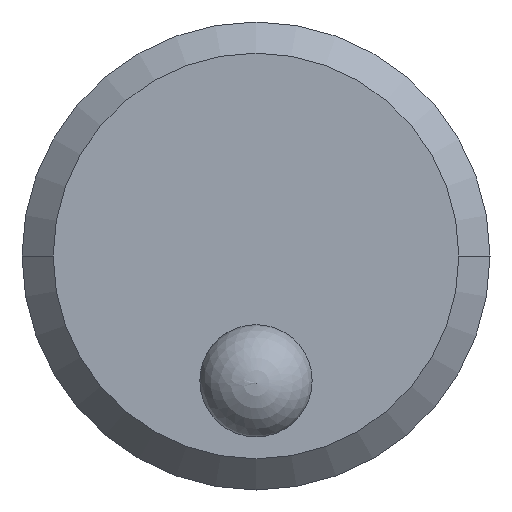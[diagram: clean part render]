
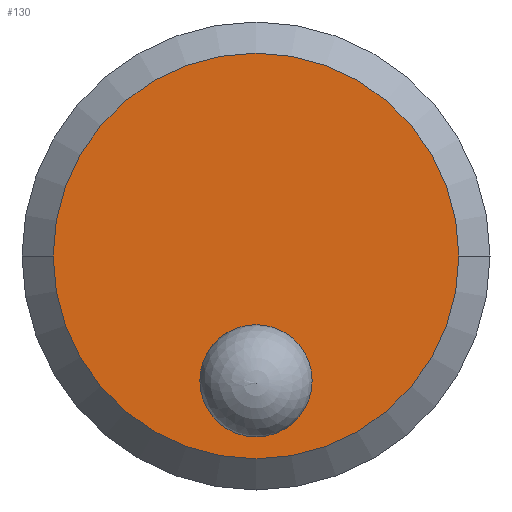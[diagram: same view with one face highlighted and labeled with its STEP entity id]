
A CAD part, left-side view. The second image highlights one B-rep face of the part: STEP entity #130.
In plain terms, the highlighted planar face has unit normal (-1, 0, 0).
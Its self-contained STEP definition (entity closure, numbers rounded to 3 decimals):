
#38 = EDGE_CURVE ( 'NONE', #39, #40, #517, .T. ) ;
#39 = VERTEX_POINT ( 'NONE', #588 ) ;
#40 = VERTEX_POINT ( 'NONE', #587 ) ;
#122 = VERTEX_POINT ( 'NONE', #804 ) ;
#127 = ORIENTED_EDGE ( 'NONE', *, *, #128, .F. ) ;
#128 = EDGE_CURVE ( 'NONE', #156, #122, #749, .T. ) ;
#129 = ORIENTED_EDGE ( 'NONE', *, *, #257, .F. ) ;
#130 = ADVANCED_FACE ( 'NONE', ( #812, #811 ), #742, .T. ) ;
#156 = VERTEX_POINT ( 'NONE', #919 ) ;
#181 = ORIENTED_EDGE ( 'NONE', *, *, #185, .T. ) ;
#185 = EDGE_CURVE ( 'NONE', #40, #39, #938, .T. ) ;
#229 = EDGE_LOOP ( 'NONE', ( #181, #254 ) ) ;
#254 = ORIENTED_EDGE ( 'NONE', *, *, #38, .T. ) ;
#257 = EDGE_CURVE ( 'NONE', #122, #156, #1069, .T. ) ;
#258 = EDGE_LOOP ( 'NONE', ( #127, #129 ) ) ;
#517 = CIRCLE ( 'NONE', #657, 4.127 ) ;
#587 = CARTESIAN_POINT ( 'NONE',  ( -17.018, 4.127, 0. ) ) ;
#588 = CARTESIAN_POINT ( 'NONE',  ( -17.018, -4.127, 0. ) ) ;
#589 = DIRECTION ( 'NONE',  ( 0., -1., 0. ) ) ;
#655 = DIRECTION ( 'NONE',  ( -1., 0., 0. ) ) ;
#656 = CARTESIAN_POINT ( 'NONE',  ( -17.018, 0., 0. ) ) ;
#657 = AXIS2_PLACEMENT_3D ( 'NONE', #656, #655, #589 ) ;
#738 = DIRECTION ( 'NONE',  ( 0., -1., 0. ) ) ;
#739 = DIRECTION ( 'NONE',  ( -1., 0., 0. ) ) ;
#740 = CARTESIAN_POINT ( 'NONE',  ( -17.018, 0., 0. ) ) ;
#741 = AXIS2_PLACEMENT_3D ( 'NONE', #740, #739, #738 ) ;
#742 = PLANE ( 'NONE',  #741 ) ;
#749 = CIRCLE ( 'NONE', #816, 1.143 ) ;
#804 = CARTESIAN_POINT ( 'NONE',  ( -17.018, 1.143, -2.54 ) ) ;
#811 = FACE_BOUND ( 'NONE', #258, .T. ) ;
#812 = FACE_OUTER_BOUND ( 'NONE', #229, .T. ) ;
#813 = DIRECTION ( 'NONE',  ( 0., -1., 0. ) ) ;
#814 = DIRECTION ( 'NONE',  ( -1., 0., 0. ) ) ;
#815 = CARTESIAN_POINT ( 'NONE',  ( -17.018, 0., -2.54 ) ) ;
#816 = AXIS2_PLACEMENT_3D ( 'NONE', #815, #814, #813 ) ;
#919 = CARTESIAN_POINT ( 'NONE',  ( -17.018, -1.143, -2.54 ) ) ;
#931 = DIRECTION ( 'NONE',  ( 0., -1., 0. ) ) ;
#932 = DIRECTION ( 'NONE',  ( -1., 0., 0. ) ) ;
#933 = CARTESIAN_POINT ( 'NONE',  ( -17.018, 0., 0. ) ) ;
#934 = AXIS2_PLACEMENT_3D ( 'NONE', #933, #932, #931 ) ;
#938 = CIRCLE ( 'NONE', #934, 4.127 ) ;
#1061 = DIRECTION ( 'NONE',  ( 0., -1., 0. ) ) ;
#1062 = DIRECTION ( 'NONE',  ( -1., 0., 0. ) ) ;
#1063 = CARTESIAN_POINT ( 'NONE',  ( -17.018, 0., -2.54 ) ) ;
#1064 = AXIS2_PLACEMENT_3D ( 'NONE', #1063, #1062, #1061 ) ;
#1069 = CIRCLE ( 'NONE', #1064, 1.143 ) ;
